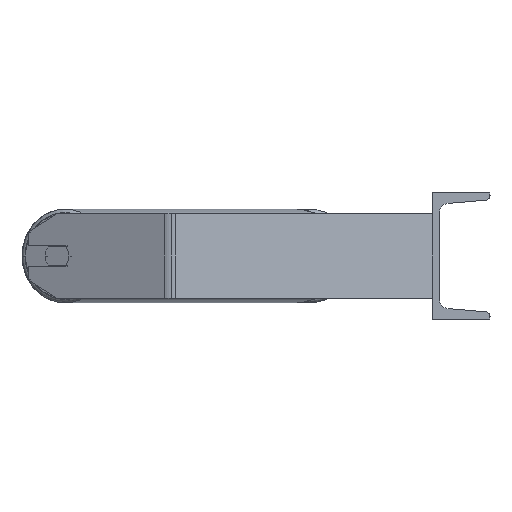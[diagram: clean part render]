
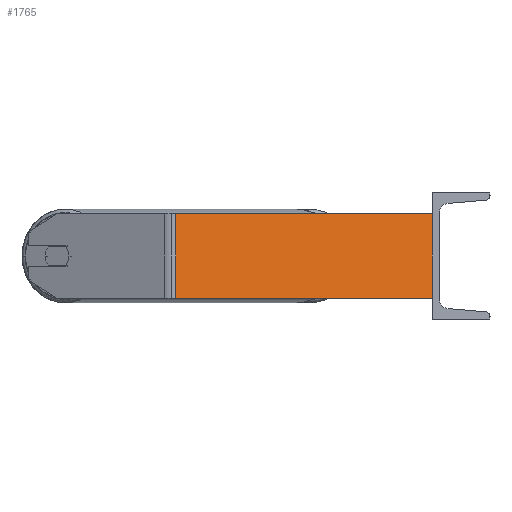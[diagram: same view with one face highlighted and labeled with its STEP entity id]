
A CAD part, left-side view. The second image highlights one B-rep face of the part: STEP entity #1765.
In plain terms, the highlighted planar face has unit normal (-0.966, -0.259, 0).
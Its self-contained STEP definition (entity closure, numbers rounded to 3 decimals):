
#405 = DIRECTION ( 'NONE',  ( 0.259, -0.966, 0. ) ) ;
#577 = EDGE_CURVE ( 'NONE', #5581, #6785, #4860, .T. ) ;
#1230 = CARTESIAN_POINT ( 'NONE',  ( -851.692, 248.897, -40. ) ) ;
#1283 = CARTESIAN_POINT ( 'NONE',  ( -850.185, 243.272, 40. ) ) ;
#1741 = EDGE_CURVE ( 'NONE', #3897, #5581, #7910, .T. ) ;
#1765 = ADVANCED_FACE ( 'NONE', ( #7439 ), #5303, .F. ) ;
#1828 = ORIENTED_EDGE ( 'NONE', *, *, #3253, .T. ) ;
#2176 = CARTESIAN_POINT ( 'NONE',  ( -850.185, 243.272, 40. ) ) ;
#2250 = VECTOR ( 'NONE', #4269, 1000. ) ;
#2309 = LINE ( 'NONE', #2176, #2726 ) ;
#2529 = CARTESIAN_POINT ( 'NONE',  ( -851.692, 248.897, 40. ) ) ;
#2726 = VECTOR ( 'NONE', #5140, 1000. ) ;
#2783 = CARTESIAN_POINT ( 'NONE',  ( -851.692, 248.897, 40. ) ) ;
#3253 = EDGE_CURVE ( 'NONE', #3897, #7651, #2309, .T. ) ;
#3291 = AXIS2_PLACEMENT_3D ( 'NONE', #2529, #8834, #8174 ) ;
#3426 = CARTESIAN_POINT ( 'NONE',  ( -785., 0., -40. ) ) ;
#3897 = VERTEX_POINT ( 'NONE', #1283 ) ;
#4108 = CARTESIAN_POINT ( 'NONE',  ( -850.185, 243.272, -40. ) ) ;
#4139 = ORIENTED_EDGE ( 'NONE', *, *, #4820, .T. ) ;
#4269 = DIRECTION ( 'NONE',  ( 0., 0., -1. ) ) ;
#4618 = ORIENTED_EDGE ( 'NONE', *, *, #577, .F. ) ;
#4820 = EDGE_CURVE ( 'NONE', #7651, #6785, #7566, .T. ) ;
#4860 = LINE ( 'NONE', #6292, #2250 ) ;
#5140 = DIRECTION ( 'NONE',  ( 0., 0., -1. ) ) ;
#5303 = PLANE ( 'NONE',  #3291 ) ;
#5344 = ORIENTED_EDGE ( 'NONE', *, *, #1741, .F. ) ;
#5581 = VERTEX_POINT ( 'NONE', #6019 ) ;
#5591 = DIRECTION ( 'NONE',  ( 0.259, -0.966, 0. ) ) ;
#6019 = CARTESIAN_POINT ( 'NONE',  ( -785., 0., 40. ) ) ;
#6146 = VECTOR ( 'NONE', #405, 1000. ) ;
#6292 = CARTESIAN_POINT ( 'NONE',  ( -785., 0., 40. ) ) ;
#6785 = VERTEX_POINT ( 'NONE', #3426 ) ;
#7285 = VECTOR ( 'NONE', #5591, 1000. ) ;
#7439 = FACE_OUTER_BOUND ( 'NONE', #7512, .T. ) ;
#7512 = EDGE_LOOP ( 'NONE', ( #4139, #4618, #5344, #1828 ) ) ;
#7566 = LINE ( 'NONE', #1230, #6146 ) ;
#7651 = VERTEX_POINT ( 'NONE', #4108 ) ;
#7910 = LINE ( 'NONE', #2783, #7285 ) ;
#8174 = DIRECTION ( 'NONE',  ( -0.259, 0.966, 0. ) ) ;
#8834 = DIRECTION ( 'NONE',  ( 0.966, 0.259, 0. ) ) ;
